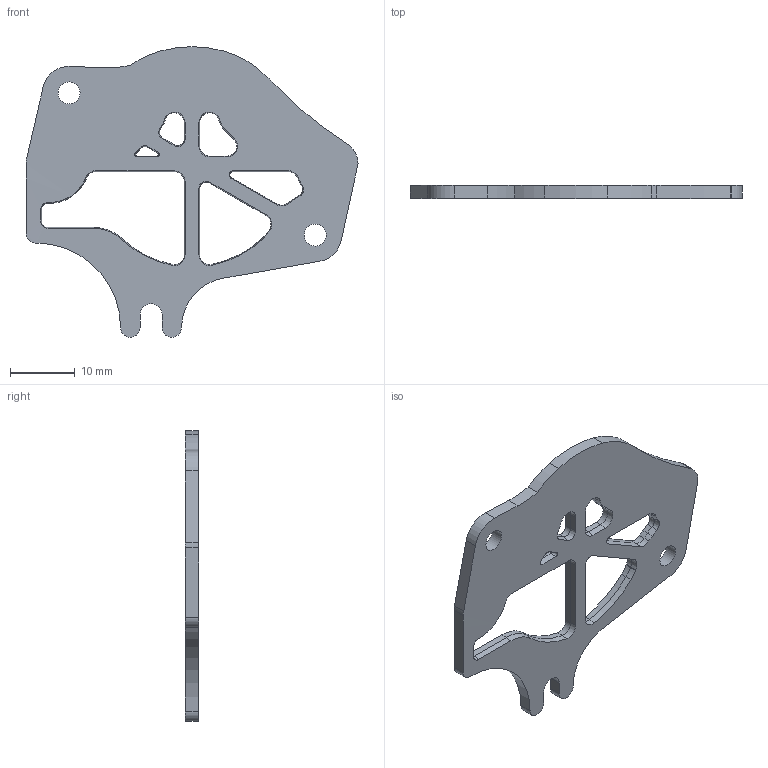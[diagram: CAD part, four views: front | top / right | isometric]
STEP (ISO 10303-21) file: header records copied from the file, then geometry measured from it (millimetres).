
FILE_DESCRIPTION(/* description */ (''),/* implementation_level */ '2;1');
FILE_NAME(/* name */ 'rigiderererer_orb2.step',/* time_stamp */ '2023-10-01T20:26:01-06:00',/* author */ (''),/* organization */ (''),/* preprocessor_version */ 'ST-DEVELOPER v20',/* originating_system */ 'Autodesk Translation Framework v12.14.0.127',/* authorisation */ '');
FILE_SCHEMA (('AUTOMOTIVE_DESIGN { 1 0 10303 214 3 1 1 }'));
Length unit declared in the file: millimetre
Products named in the file (3): (Unsaved); Xol-Carriage_EBB_Mounts (1); EBB36 Mount - Orbiter2.0
Assembly tree (2 placements, depth 3):
  (Unsaved)
    Xol-Carriage_EBB_Mounts (1)
      EBB36 Mount - Orbiter2.0
Bounding box: 51.18 x 2.01 x 44.79 mm (x, y, z)
Volume: 2286.8 mm3; surface area: 2994.5 mm2
Topology: 1 solids, 1 shells, 125 faces, 323 edges, 200 vertices
Faces by surface type: cylinder 48, plane 47, cone 30
Full cylindrical faces by diameter (mm): 3.4 x2
Entity records: 3908 total; most frequent: DIRECTION 710, CARTESIAN_POINT 653, ORIENTED_EDGE 646, EDGE_CURVE 323, AXIS2_PLACEMENT_3D 257, VERTEX_POINT 200, LINE 196, VECTOR 196
